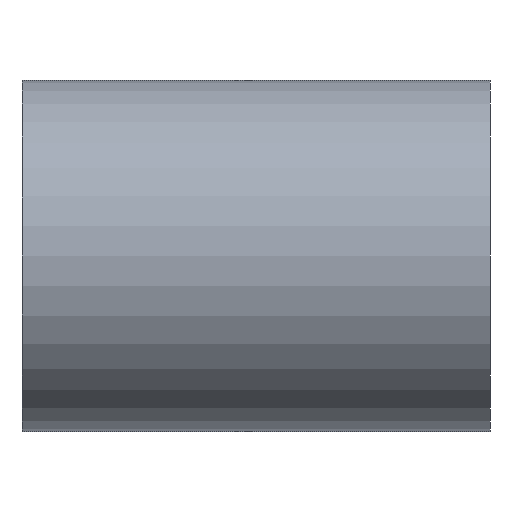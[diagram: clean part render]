
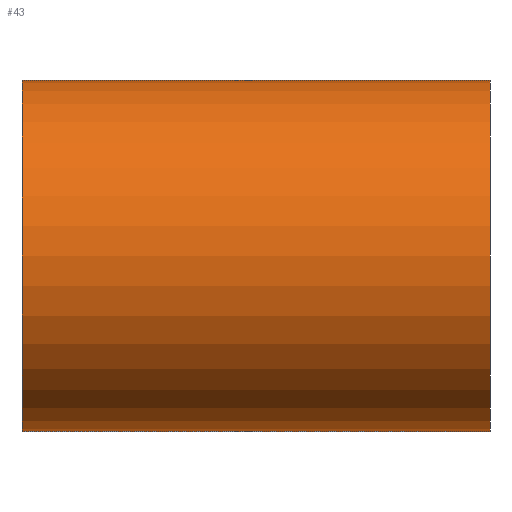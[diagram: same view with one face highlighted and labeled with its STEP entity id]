
A CAD part, left-side view. The second image highlights one B-rep face of the part: STEP entity #43.
In plain terms, the highlighted cylindrical face has radius 3 mm (diameter 6 mm), a partial arc.
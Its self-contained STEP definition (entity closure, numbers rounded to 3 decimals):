
#7 = VECTOR ( 'NONE', #198, 1000. ) ;
#11 = VERTEX_POINT ( 'NONE', #239 ) ;
#13 = DIRECTION ( 'NONE',  ( 0., 0., 1. ) ) ;
#15 = DIRECTION ( 'NONE',  ( 0., 1., 0. ) ) ;
#43 = ADVANCED_FACE ( 'NONE', ( #96 ), #99, .T. ) ;
#49 = EDGE_CURVE ( 'NONE', #60, #143, #144, .T. ) ;
#50 = LINE ( 'NONE', #83, #199 ) ;
#60 = VERTEX_POINT ( 'NONE', #240 ) ;
#61 = DIRECTION ( 'NONE',  ( 0., -1., 0. ) ) ;
#63 = ORIENTED_EDGE ( 'NONE', *, *, #74, .T. ) ;
#74 = EDGE_CURVE ( 'NONE', #11, #224, #50, .T. ) ;
#83 = CARTESIAN_POINT ( 'NONE',  ( 0., 8., -3. ) ) ;
#86 = CIRCLE ( 'NONE', #192, 3. ) ;
#90 = CIRCLE ( 'NONE', #207, 3. ) ;
#96 = FACE_OUTER_BOUND ( 'NONE', #171, .T. ) ;
#98 = DIRECTION ( 'NONE',  ( 0., 0., -1. ) ) ;
#99 = CYLINDRICAL_SURFACE ( 'NONE', #189, 3. ) ;
#100 = EDGE_CURVE ( 'NONE', #11, #60, #90, .T. ) ;
#106 = CARTESIAN_POINT ( 'NONE',  ( 0., 0., 3. ) ) ;
#107 = ORIENTED_EDGE ( 'NONE', *, *, #49, .F. ) ;
#112 = CARTESIAN_POINT ( 'NONE',  ( 0., 8., 3. ) ) ;
#120 = EDGE_CURVE ( 'NONE', #224, #143, #86, .T. ) ;
#121 = DIRECTION ( 'NONE',  ( 0., 1., 0. ) ) ;
#122 = CARTESIAN_POINT ( 'NONE',  ( 0., 0., 0. ) ) ;
#131 = CARTESIAN_POINT ( 'NONE',  ( 0., 0., -3. ) ) ;
#134 = CARTESIAN_POINT ( 'NONE',  ( 0., 8., 0. ) ) ;
#135 = DIRECTION ( 'NONE',  ( 0., -1., 0. ) ) ;
#142 = DIRECTION ( 'NONE',  ( 0., 0., 1. ) ) ;
#143 = VERTEX_POINT ( 'NONE', #106 ) ;
#144 = LINE ( 'NONE', #112, #7 ) ;
#167 = ORIENTED_EDGE ( 'NONE', *, *, #100, .F. ) ;
#171 = EDGE_LOOP ( 'NONE', ( #107, #167, #63, #238 ) ) ;
#189 = AXIS2_PLACEMENT_3D ( 'NONE', #134, #61, #98 ) ;
#192 = AXIS2_PLACEMENT_3D ( 'NONE', #122, #15, #142 ) ;
#198 = DIRECTION ( 'NONE',  ( 0., -1., 0. ) ) ;
#199 = VECTOR ( 'NONE', #135, 1000. ) ;
#207 = AXIS2_PLACEMENT_3D ( 'NONE', #245, #121, #13 ) ;
#224 = VERTEX_POINT ( 'NONE', #131 ) ;
#238 = ORIENTED_EDGE ( 'NONE', *, *, #120, .T. ) ;
#239 = CARTESIAN_POINT ( 'NONE',  ( 0., 8., -3. ) ) ;
#240 = CARTESIAN_POINT ( 'NONE',  ( 0., 8., 3. ) ) ;
#245 = CARTESIAN_POINT ( 'NONE',  ( 0., 8., 0. ) ) ;
